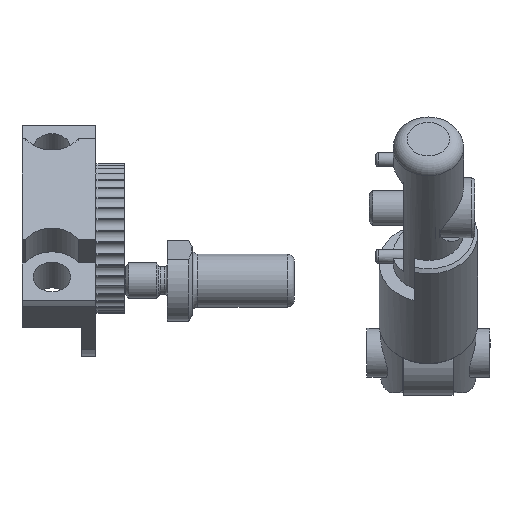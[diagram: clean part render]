
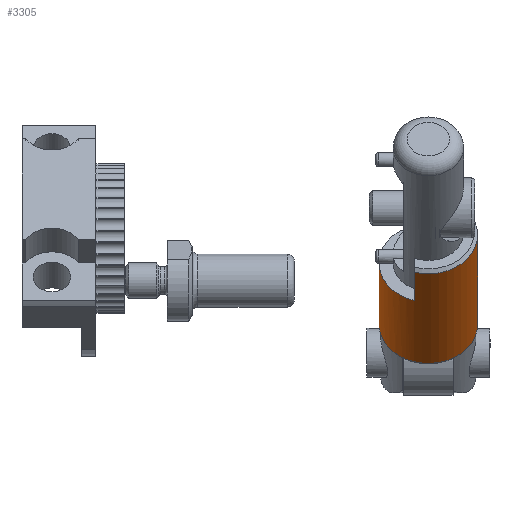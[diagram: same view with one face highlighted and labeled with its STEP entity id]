
A CAD part, left-side view. The second image highlights one B-rep face of the part: STEP entity #3305.
In plain terms, the highlighted cylindrical face has radius 7 mm (diameter 14 mm), a full revolution.
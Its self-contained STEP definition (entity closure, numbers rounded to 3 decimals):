
#79=LINE('',#5047,#251);
#83=LINE('',#5058,#255);
#251=VECTOR('',#4010,1000.);
#255=VECTOR('',#4018,1000.);
#648=ORIENTED_EDGE('',*,*,#1403,.T.);
#649=ORIENTED_EDGE('',*,*,#1370,.T.);
#650=ORIENTED_EDGE('',*,*,#1376,.F.);
#651=ORIENTED_EDGE('',*,*,#1365,.T.);
#652=ORIENTED_EDGE('',*,*,#1390,.F.);
#1365=EDGE_CURVE('',#1781,#1782,#79,.T.);
#1370=EDGE_CURVE('',#1786,#1787,#83,.T.);
#1376=EDGE_CURVE('',#1781,#1787,#2064,.T.);
#1390=EDGE_CURVE('',#1800,#1800,#2071,.T.);
#1403=EDGE_CURVE('',#1782,#1786,#2076,.T.);
#1781=VERTEX_POINT('',#5048);
#1782=VERTEX_POINT('',#5049);
#1786=VERTEX_POINT('',#5059);
#1787=VERTEX_POINT('',#5060);
#1800=VERTEX_POINT('',#5137);
#2064=CIRCLE('',#3513,7.);
#2071=CIRCLE('',#3525,7.);
#2076=CIRCLE('',#3541,7.);
#2355=EDGE_LOOP('',(#648,#649,#650,#651));
#2356=EDGE_LOOP('',(#652));
#2588=FACE_BOUND('',#2355,.T.);
#2589=FACE_BOUND('',#2356,.T.);
#2758=CYLINDRICAL_SURFACE('',#3548,7.);
#3305=ADVANCED_FACE('',(#2588,#2589),#2758,.T.);
#3513=AXIS2_PLACEMENT_3D('',#5070,#4028,#4029);
#3525=AXIS2_PLACEMENT_3D('',#5136,#4056,#4057);
#3541=AXIS2_PLACEMENT_3D('',#5206,#4090,#4091);
#3548=AXIS2_PLACEMENT_3D('',#5216,#4107,#4108);
#4010=DIRECTION('',(0.793,0.,-0.609));
#4018=DIRECTION('',(-0.793,0.,0.609));
#4028=DIRECTION('',(-0.793,0.,0.609));
#4029=DIRECTION('',(0.609,0.,0.793));
#4056=DIRECTION('',(0.793,0.,-0.609));
#4057=DIRECTION('',(0.,-1.,0.));
#4090=DIRECTION('',(0.793,0.,-0.609));
#4091=DIRECTION('',(-0.609,0.,-0.793));
#4107=DIRECTION('',(0.793,0.,-0.609));
#4108=DIRECTION('',(-0.609,0.,-0.793));
#5047=CARTESIAN_POINT('',(8.949,-34.,-15.332));
#5048=CARTESIAN_POINT('',(0.873,-34.,-9.129));
#5049=CARTESIAN_POINT('',(6.107,-34.,-13.149));
#5058=CARTESIAN_POINT('',(17.121,-34.,-4.692));
#5059=CARTESIAN_POINT('',(14.279,-34.,-2.509));
#5060=CARTESIAN_POINT('',(9.045,-34.,1.511));
#5070=CARTESIAN_POINT('',(4.959,-36.,-3.809));
#5136=CARTESIAN_POINT('',(21.507,-36.,-16.52));
#5137=CARTESIAN_POINT('',(21.507,-43.,-16.52));
#5206=CARTESIAN_POINT('',(10.193,-36.,-7.829));
#5216=CARTESIAN_POINT('',(13.035,-36.,-10.012));
